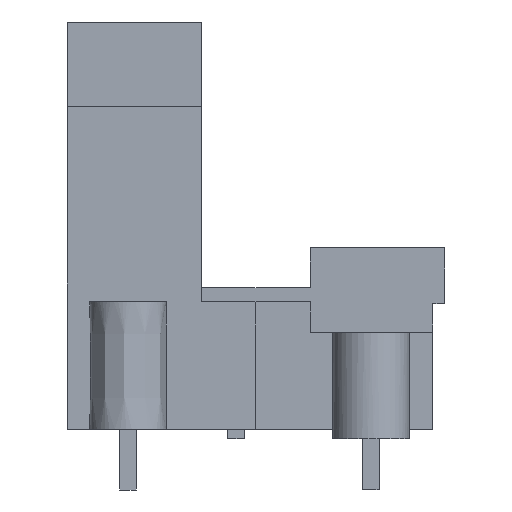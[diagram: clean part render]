
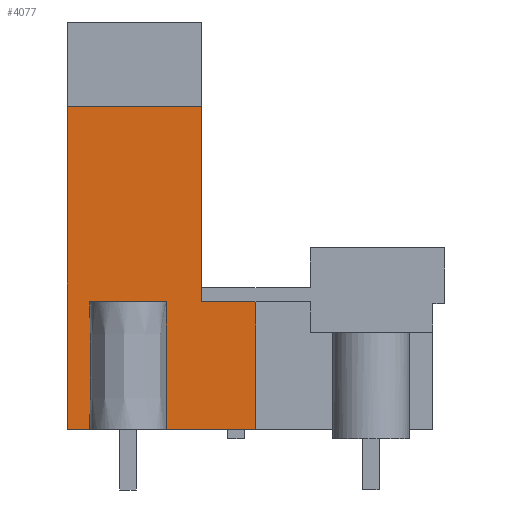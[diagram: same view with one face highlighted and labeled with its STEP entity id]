
A CAD part, left-side view. The second image highlights one B-rep face of the part: STEP entity #4077.
In plain terms, the highlighted planar face has unit normal (-1, 0, 0).
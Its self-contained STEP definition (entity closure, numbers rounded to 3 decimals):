
#4026=AXIS2_PLACEMENT_3D('Plane Axis2P3D',#4023,#4024,#4025) ;
#1593=CARTESIAN_POINT('Vertex',(3.84,11.84,3.8)) ;
#1596=CARTESIAN_POINT('Line Origine',(3.84,14.846,3.8)) ;
#1600=CARTESIAN_POINT('Vertex',(3.84,17.853,3.8)) ;
#1644=CARTESIAN_POINT('Vertex',(3.84,21.887,3.8)) ;
#1647=CARTESIAN_POINT('Line Origine',(3.84,22.779,3.8)) ;
#1651=CARTESIAN_POINT('Vertex',(3.84,23.67,3.8)) ;
#3530=CARTESIAN_POINT('Vertex',(3.84,15.24,12.7)) ;
#3560=CARTESIAN_POINT('Line Origine',(3.84,15.24,12.25)) ;
#3564=CARTESIAN_POINT('Vertex',(3.84,15.24,11.8)) ;
#3588=CARTESIAN_POINT('Vertex',(3.84,11.84,11.8)) ;
#3605=CARTESIAN_POINT('Line Origine',(3.84,13.54,11.8)) ;
#3853=CARTESIAN_POINT('Line Origine',(3.84,23.67,13.93)) ;
#3857=CARTESIAN_POINT('Vertex',(3.84,23.67,24.06)) ;
#4023=CARTESIAN_POINT('Axis2P3D Location',(3.84,23.67,3.2)) ;
#4028=CARTESIAN_POINT('Line Origine',(3.84,15.24,18.38)) ;
#4032=CARTESIAN_POINT('Vertex',(3.84,15.24,24.06)) ;
#4035=CARTESIAN_POINT('Line Origine',(3.84,19.455,24.06)) ;
#4040=CARTESIAN_POINT('Line Origine',(3.84,21.887,7.8)) ;
#4044=CARTESIAN_POINT('Vertex',(3.84,21.887,11.8)) ;
#4047=CARTESIAN_POINT('Line Origine',(3.84,19.87,11.8)) ;
#4051=CARTESIAN_POINT('Vertex',(3.84,17.853,11.8)) ;
#4054=CARTESIAN_POINT('Line Origine',(3.84,17.853,7.8)) ;
#4059=CARTESIAN_POINT('Line Origine',(3.84,11.84,7.8)) ;
#1597=DIRECTION('Vector Direction',(0.,-1.,0.)) ;
#1648=DIRECTION('Vector Direction',(0.,-1.,0.)) ;
#3561=DIRECTION('Vector Direction',(0.,0.,-1.)) ;
#3606=DIRECTION('Vector Direction',(0.,1.,0.)) ;
#3854=DIRECTION('Vector Direction',(0.,0.,1.)) ;
#4024=DIRECTION('Axis2P3D Direction',(-1.,0.,0.)) ;
#4025=DIRECTION('Axis2P3D XDirection',(0.,-1.,0.)) ;
#4029=DIRECTION('Vector Direction',(0.,0.,-1.)) ;
#4036=DIRECTION('Vector Direction',(0.,-1.,0.)) ;
#4041=DIRECTION('Vector Direction',(0.,0.,1.)) ;
#4048=DIRECTION('Vector Direction',(0.,1.,0.)) ;
#4055=DIRECTION('Vector Direction',(0.,0.,1.)) ;
#4060=DIRECTION('Vector Direction',(0.,0.,1.)) ;
#1598=VECTOR('Line Direction',#1597,1.) ;
#1649=VECTOR('Line Direction',#1648,1.) ;
#3562=VECTOR('Line Direction',#3561,1.) ;
#3607=VECTOR('Line Direction',#3606,1.) ;
#3855=VECTOR('Line Direction',#3854,1.) ;
#4030=VECTOR('Line Direction',#4029,1.) ;
#4037=VECTOR('Line Direction',#4036,1.) ;
#4042=VECTOR('Line Direction',#4041,1.) ;
#4049=VECTOR('Line Direction',#4048,1.) ;
#4056=VECTOR('Line Direction',#4055,1.) ;
#4061=VECTOR('Line Direction',#4060,1.) ;
#4065=ORIENTED_EDGE('',*,*,#4034,.F.) ;
#4066=ORIENTED_EDGE('',*,*,#4039,.T.) ;
#4067=ORIENTED_EDGE('',*,*,#3859,.T.) ;
#4068=ORIENTED_EDGE('',*,*,#1653,.T.) ;
#4069=ORIENTED_EDGE('',*,*,#4046,.T.) ;
#4070=ORIENTED_EDGE('',*,*,#4053,.F.) ;
#4071=ORIENTED_EDGE('',*,*,#4058,.F.) ;
#4072=ORIENTED_EDGE('',*,*,#1602,.T.) ;
#4073=ORIENTED_EDGE('',*,*,#4063,.T.) ;
#4074=ORIENTED_EDGE('',*,*,#3609,.T.) ;
#4075=ORIENTED_EDGE('',*,*,#3566,.F.) ;
#4077=ADVANCED_FACE('HOUSING',(#4076),#4027,.T.) ;
#1602=EDGE_CURVE('',#1601,#1594,#1599,.T.) ;
#1653=EDGE_CURVE('',#1652,#1645,#1650,.T.) ;
#3566=EDGE_CURVE('',#3531,#3565,#3563,.T.) ;
#3609=EDGE_CURVE('',#3589,#3565,#3608,.T.) ;
#3859=EDGE_CURVE('',#3858,#1652,#3856,.F.) ;
#4034=EDGE_CURVE('',#4033,#3531,#4031,.T.) ;
#4039=EDGE_CURVE('',#4033,#3858,#4038,.F.) ;
#4046=EDGE_CURVE('',#1645,#4045,#4043,.T.) ;
#4053=EDGE_CURVE('',#4052,#4045,#4050,.T.) ;
#4058=EDGE_CURVE('',#1601,#4052,#4057,.T.) ;
#4063=EDGE_CURVE('',#1594,#3589,#4062,.T.) ;
#4064=EDGE_LOOP('',(#4065,#4066,#4067,#4068,#4069,#4070,#4071,#4072,#4073,#4074,#4075)) ;
#4076=FACE_OUTER_BOUND('',#4064,.T.) ;
#1599=LINE('Line',#1596,#1598) ;
#1650=LINE('Line',#1647,#1649) ;
#3563=LINE('Line',#3560,#3562) ;
#3608=LINE('Line',#3605,#3607) ;
#3856=LINE('Line',#3853,#3855) ;
#4031=LINE('Line',#4028,#4030) ;
#4038=LINE('Line',#4035,#4037) ;
#4043=LINE('Line',#4040,#4042) ;
#4050=LINE('Line',#4047,#4049) ;
#4057=LINE('Line',#4054,#4056) ;
#4062=LINE('Line',#4059,#4061) ;
#4027=PLANE('',#4026) ;
#1594=VERTEX_POINT('',#1593) ;
#1601=VERTEX_POINT('',#1600) ;
#1645=VERTEX_POINT('',#1644) ;
#1652=VERTEX_POINT('',#1651) ;
#3531=VERTEX_POINT('',#3530) ;
#3565=VERTEX_POINT('',#3564) ;
#3589=VERTEX_POINT('',#3588) ;
#3858=VERTEX_POINT('',#3857) ;
#4033=VERTEX_POINT('',#4032) ;
#4045=VERTEX_POINT('',#4044) ;
#4052=VERTEX_POINT('',#4051) ;
